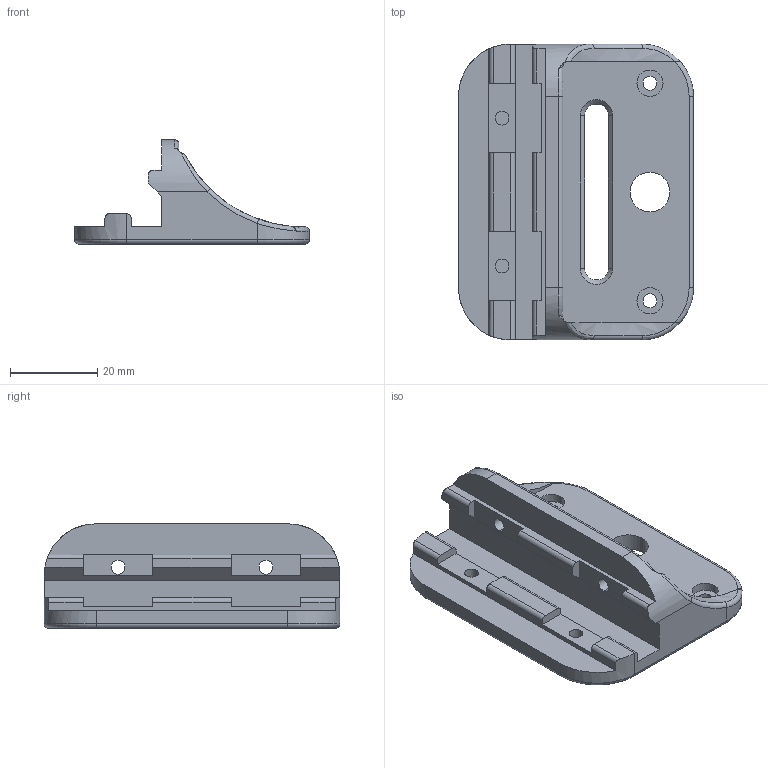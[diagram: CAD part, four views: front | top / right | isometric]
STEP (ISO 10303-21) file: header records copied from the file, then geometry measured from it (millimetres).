
FILE_DESCRIPTION (( 'STEP AP203' ), '1' );
FILE_NAME ('wade_mount.step', '2016-02-29T21:25:47', ( '' ), ( '' ), 'SwSTEP 2.0', 'SolidWorks 2015', '' );
FILE_SCHEMA (( 'CONFIG_CONTROL_DESIGN' ));
Length unit declared in the file: millimetre
Products named in the file (1): wade_mount
Bounding box: 54 x 68 x 24 mm (x, y, z)
Volume: 20241.3 mm3; surface area: 11714.2 mm2
Topology: 1 solids, 1 shells, 123 faces, 311 edges, 198 vertices
Faces by surface type: cylinder 53, plane 50, torus 10, bspline 6, cone 4
Entity records: 4218 total; most frequent: CARTESIAN_POINT 1127, DIRECTION 643, ORIENTED_EDGE 622, EDGE_CURVE 311, AXIS2_PLACEMENT_3D 242, VERTEX_POINT 198, LINE 159, VECTOR 159
